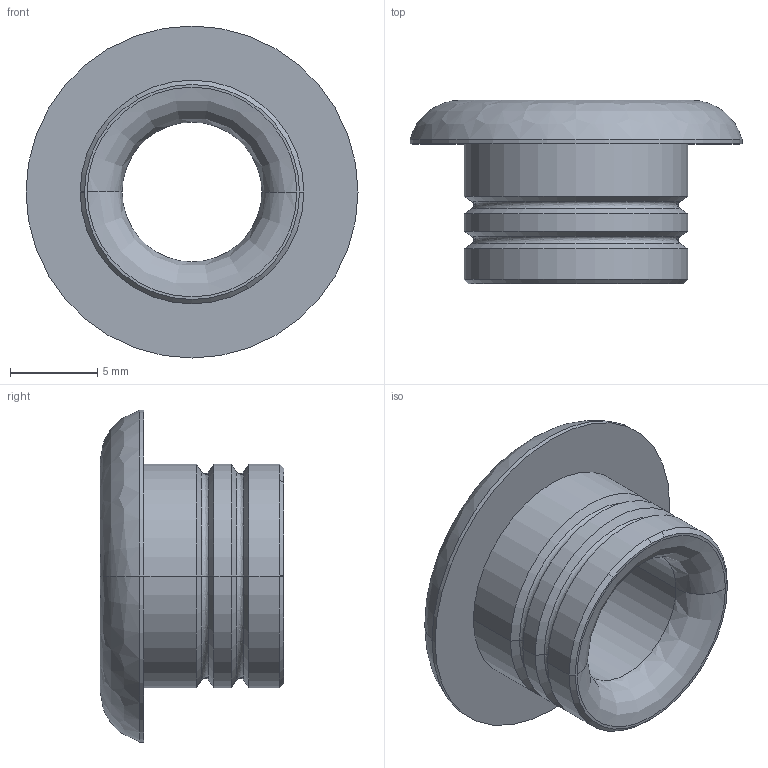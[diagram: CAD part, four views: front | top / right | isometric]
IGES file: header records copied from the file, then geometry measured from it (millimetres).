
Start section:  PTC IGES file: a439_ss.igs
Global section: file name: a439_ss.igs; native system: Creo Parametric by PTC Inc.; preprocessor: 2023072; author: Student; organization: Unknown; date: 20240320.122419; units: millimetre
Bounding box: 19 x 10.5 x 19 mm (x, y, z)
Surface area: 1119.4 mm2 (no closed solid volume)
Topology: 0 solids, 0 shells, 33 faces, 132 edges, 132 vertices
Faces by surface type: revolution 30, bspline 3
